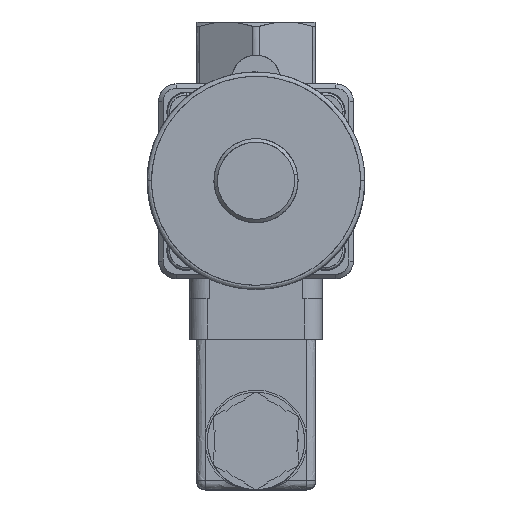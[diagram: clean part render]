
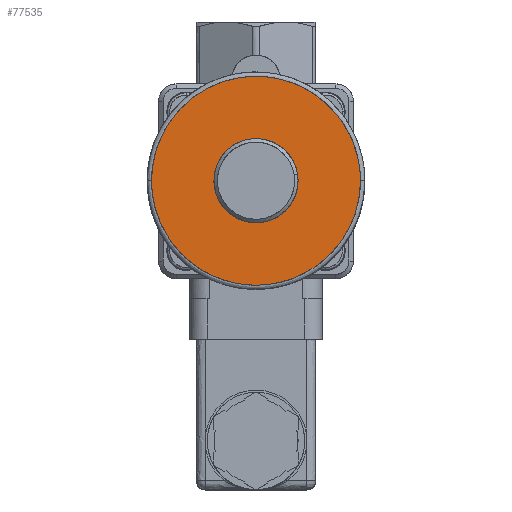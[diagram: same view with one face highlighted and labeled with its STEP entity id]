
A CAD part, top view. The second image highlights one B-rep face of the part: STEP entity #77535.
In plain terms, the highlighted free-form (B-spline) face has degree [1, 1] with [2, 2] control points.
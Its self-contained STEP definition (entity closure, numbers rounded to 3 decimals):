
#77514 = CARTESIAN_POINT ('', (0., 21.1, 95.6));
#77515 = VERTEX_POINT ('', #77514);
#77516 = CARTESIAN_POINT ('', (0., 21.1, 95.6));
#77517 = CARTESIAN_POINT ('', (-23.6, 21.1, 95.6));
#77518 = CARTESIAN_POINT ('', (-23.6, -2.5, 95.6));
#77519 = CARTESIAN_POINT ('', (-23.6, -26.1, 95.6));
#77520 = CARTESIAN_POINT ('', (0., -26.1, 95.6));
#77521 = CARTESIAN_POINT ('', (23.6, -26.1, 95.6));
#77522 = CARTESIAN_POINT ('', (23.6, -2.5, 95.6));
#77523 = CARTESIAN_POINT ('', (23.6, 21.1, 95.6));
#77524 = CARTESIAN_POINT ('', (0., 21.1, 95.6));
#77525 = (
   BOUNDED_CURVE ()
   B_SPLINE_CURVE (2, (#77516, #77517, #77518, #77519, #77520, #77521, #77522, #77523, #77524), .UNSPECIFIED., .T., .U.)
   B_SPLINE_CURVE_WITH_KNOTS ((3, 2, 2, 2, 3), (0., 90., 180., 270., 360.), .UNSPECIFIED.)
   CURVE ()
   GEOMETRIC_REPRESENTATION_ITEM ()
   RATIONAL_B_SPLINE_CURVE ((1., 0.707, 1., 0.707, 1., 0.707, 1., 0.707, 1.))
   REPRESENTATION_ITEM ('')
);
#77526 = EDGE_CURVE ('', #77515, #77515, #77525, .T.);
#77527 = ORIENTED_EDGE ('', *, *, #77526, .T.);
#77528 = EDGE_LOOP ('', (#77527));
#77529 = FACE_OUTER_BOUND ('', #77528, .T.);
#77530 = CARTESIAN_POINT ('', (-23.601, -26.101, 95.6));
#77531 = CARTESIAN_POINT ('', (-23.601, 21.101, 95.6));
#77532 = CARTESIAN_POINT ('', (23.601, -26.101, 95.6));
#77533 = CARTESIAN_POINT ('', (23.601, 21.101, 95.6));
#77534 = B_SPLINE_SURFACE_WITH_KNOTS ('', 1, 1, ((#77530, #77531), (#77532, #77533)), .UNSPECIFIED., .F., .F., .U., (2, 2), (2, 2), (4.839, 52.041), (4.839, 52.041), .UNSPECIFIED.);
#77535 = ADVANCED_FACE ('', (#77529), #77534, .T.);
